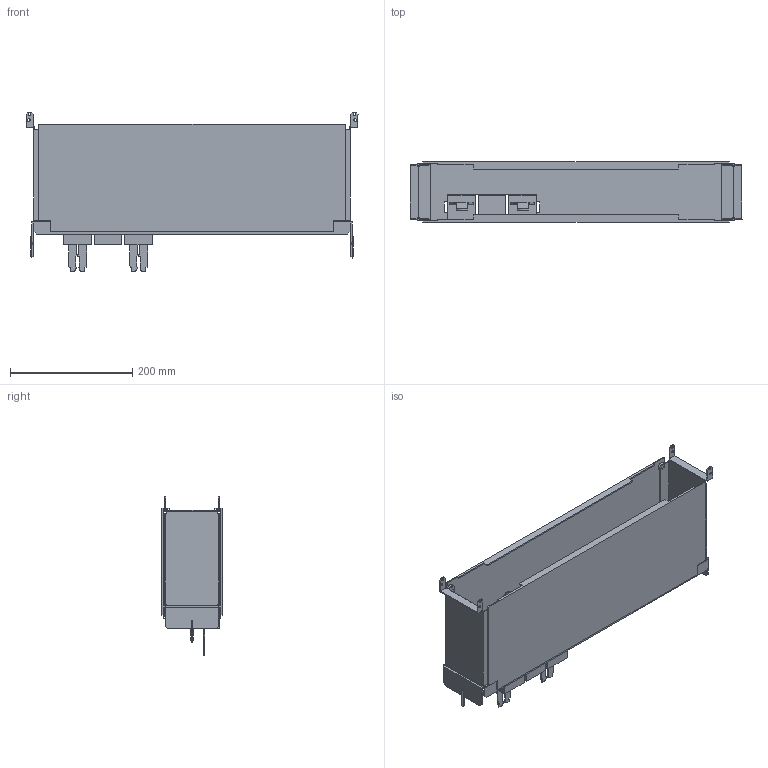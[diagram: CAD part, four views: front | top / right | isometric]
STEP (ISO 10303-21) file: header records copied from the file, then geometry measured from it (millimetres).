
FILE_DESCRIPTION((''),'2;1');
FILE_NAME('1SEP102128R0002_01_ASM2-','2023-08-20T12:56:56',('20724'),(''),'CREO PARAMETRIC BY PTC INC, 2016390','CREO PARAMETRIC BY PTC INC, 2016390','');
FILE_SCHEMA(('AUTOMOTIVE_DESIGN { 1 0 10303 214 1 1 1 1 }'));
Length unit declared in the file: inch
Products named in the file (1): 1SEP102128R0002_01_ASM2-
Bounding box: 544 x 99.01 x 261.12 mm (x, y, z)
Surface area: 672078.7 mm2 (no closed solid volume)
Topology: 0 solids, 23 shells, 421 faces, 1282 edges, 891 vertices
Faces by surface type: plane 343, cylinder 60, cone 16, bspline 2
Entity records: 17956 total; most frequent: CARTESIAN_POINT 2966, ORIENTED_EDGE 2368, DIRECTION 2205, EDGE_CURVE 1282, VECTOR 1087, LINE 1087, PRESENTATION_STYLE_ASSIGNMENT 928, STYLED_ITEM 928
